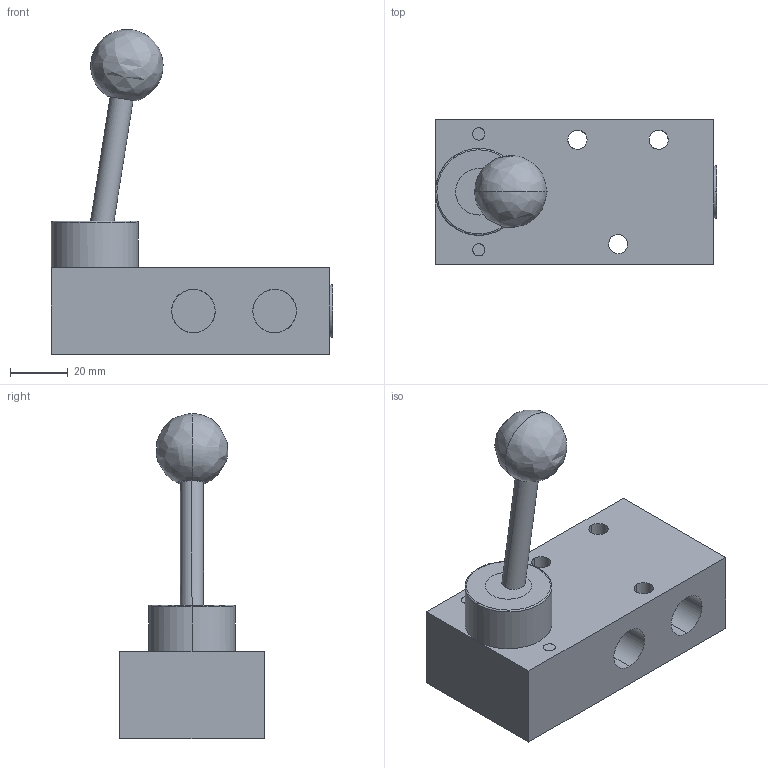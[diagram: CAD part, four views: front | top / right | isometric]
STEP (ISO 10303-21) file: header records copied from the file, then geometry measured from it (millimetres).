
FILE_DESCRIPTION (( 'STEP AP203' ), '1' );
FILE_NAME ('HV.311.101.STEP', '2018-11-23T11:15:16', ( '' ), ( '' ), 'SwSTEP 2.0', 'SolidWorks 2013', '' );
FILE_SCHEMA (( 'CONFIG_CONTROL_DESIGN' ));
Length unit declared in the file: millimetre
Products named in the file (1): HV.311.101
Bounding box: 97 x 50 x 112.15 mm (x, y, z)
Volume: 155353.9 mm3; surface area: 26479.1 mm2
Topology: 1 solids, 1 shells, 37 faces, 111 edges, 83 vertices
Faces by surface type: cylinder 18, plane 15, bspline 4
Entity records: 2068 total; most frequent: CARTESIAN_POINT 1102, ORIENTED_EDGE 218, DIRECTION 119, EDGE_CURVE 109, VERTEX_POINT 83, B_SPLINE_CURVE_WITH_KNOTS 66, EDGE_LOOP 52, AXIS2_PLACEMENT_3D 44
